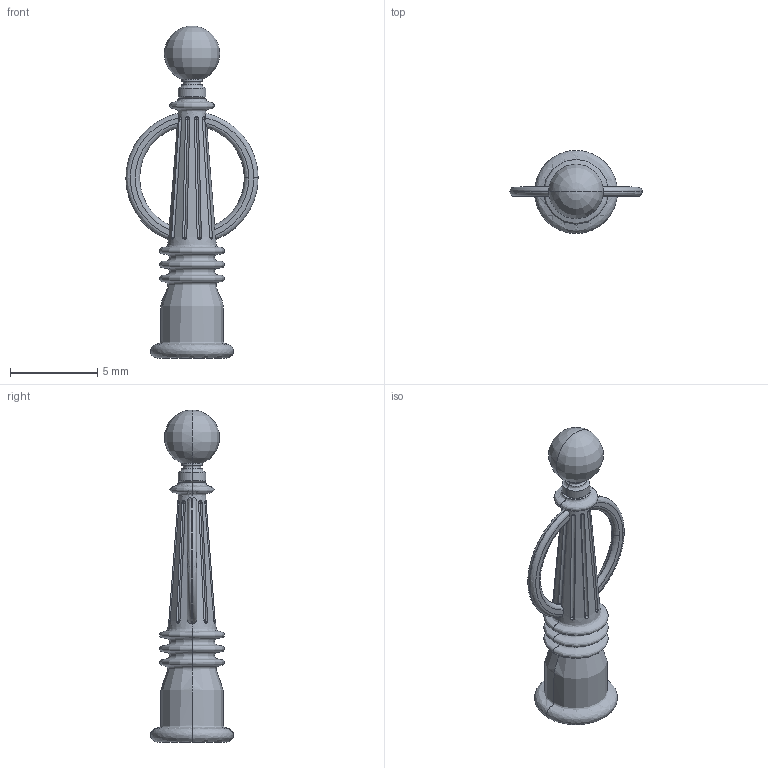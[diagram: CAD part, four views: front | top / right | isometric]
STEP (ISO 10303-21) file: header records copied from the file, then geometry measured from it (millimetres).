
FILE_DESCRIPTION(/* description */ (''),/* implementation_level */ '2;1');
FILE_NAME(/* name */ 'bike bollard',/* time_stamp */ '2025-04-14T14:20:14-04:00',/* author */ (''),/* organization */ (''),/* preprocessor_version */ 'ST-DEVELOPER v19.2',/* originating_system */ 'Rhino 8.18',/* authorisation */ '');
FILE_SCHEMA (('CONFIG_CONTROL_DESIGN'));
Length unit declared in the file: inch
Products named in the file (1): Document
Bounding box: 7.59 x 4.76 x 19.05 mm (x, y, z)
Volume: 108.3 mm3; surface area: 258 mm2
Topology: 1 solids, 1 shells, 78 faces, 225 edges, 127 vertices
Faces by surface type: bspline 46, cylinder 25, plane 7
Entity records: 4937 total; most frequent: CARTESIAN_POINT 3274, ORIENTED_EDGE 398, EDGE_CURVE 199, DIRECTION 197, VERTEX_POINT 127, AXIS2_PLACEMENT_3D 113, B_SPLINE_CURVE_WITH_KNOTS 98, EDGE_LOOP 86
